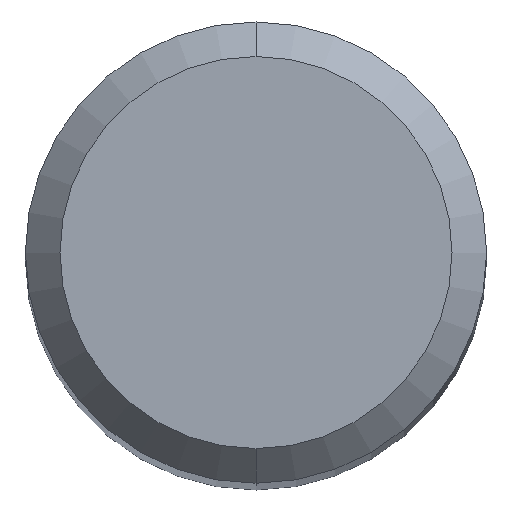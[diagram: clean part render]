
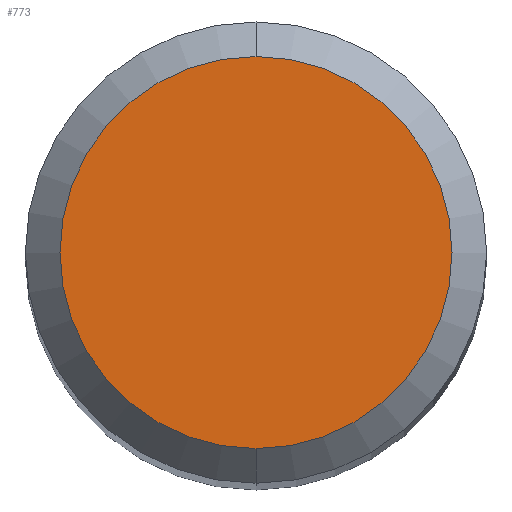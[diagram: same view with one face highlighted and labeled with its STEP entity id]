
A CAD part, top view. The second image highlights one B-rep face of the part: STEP entity #773.
In plain terms, the highlighted planar face has unit normal (0, 0, 1).
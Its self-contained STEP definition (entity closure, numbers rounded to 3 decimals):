
#383=VERTEX_POINT('',#1052);
#435=EDGE_CURVE('',#975,#383,#1111,.T.);
#561=EDGE_CURVE('',#383,#975,#1245,.T.);
#773=ADVANCED_FACE('',(#1477),#1478,.T.);
#975=VERTEX_POINT('',#1696);
#1052=CARTESIAN_POINT('',(0.0,1.7,0.0));
#1111=CIRCLE('',#2136,1.7);
#1245=CIRCLE('',#2628,1.7);
#1477=FACE_OUTER_BOUND('',#3620,.T.);
#1478=PLANE('',#3621);
#1696=CARTESIAN_POINT('',(0.,-1.7,0.0));
#2136=AXIS2_PLACEMENT_3D('',#4627,#4628,#4629);
#2628=AXIS2_PLACEMENT_3D('',#4757,#4758,#4759);
#3620=EDGE_LOOP('',(#5027,#5028));
#3621=AXIS2_PLACEMENT_3D('',#5029,#5030,#5031);
#4627=CARTESIAN_POINT('',(0.0,0.0,0.0));
#4628=DIRECTION('',(0.0,0.0,-1.0));
#4629=DIRECTION('',(0.0,1.0,0.0));
#4757=CARTESIAN_POINT('',(0.0,0.0,0.0));
#4758=DIRECTION('',(0.0,0.0,-1.0));
#4759=DIRECTION('',(0.0,1.0,0.0));
#5027=ORIENTED_EDGE('',*,*,#561,.F.);
#5028=ORIENTED_EDGE('',*,*,#435,.F.);
#5029=CARTESIAN_POINT('',(0.0,0.85,0.0));
#5030=DIRECTION('',(-0.0,0.0,1.0));
#5031=DIRECTION('',(0.0,-1.0,0.0));
